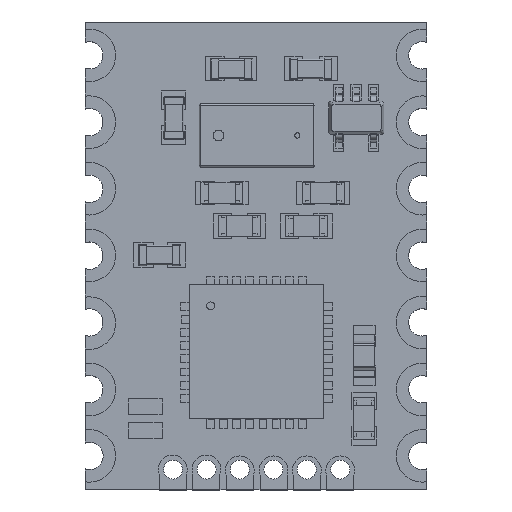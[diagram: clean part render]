
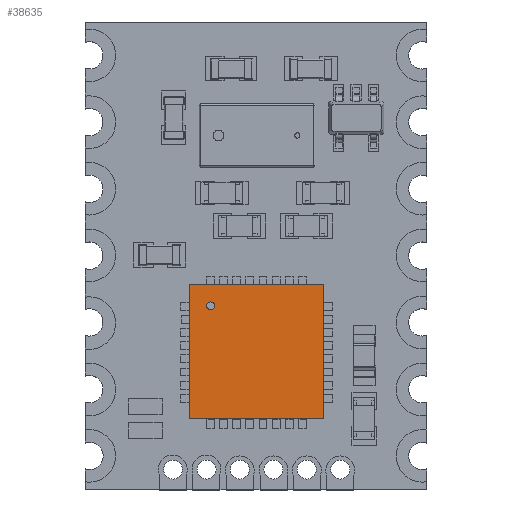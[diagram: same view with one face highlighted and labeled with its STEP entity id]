
A CAD part, top view. The second image highlights one B-rep face of the part: STEP entity #38635.
In plain terms, the highlighted planar face has unit normal (0, 0, 1).
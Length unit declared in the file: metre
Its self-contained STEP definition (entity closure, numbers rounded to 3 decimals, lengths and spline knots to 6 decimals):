
#238 = ORIENTED_EDGE ( 'NONE', *, *, #11575, .T. ) ;
#288 = EDGE_CURVE ( 'NONE', #21437, #2305, #4750, .T. ) ;
#549 = CARTESIAN_POINT ( 'NONE',  ( -0.00175, 0.00175, 0.00101 ) ) ;
#1745 = VERTEX_POINT ( 'NONE', #16434 ) ;
#2305 = VERTEX_POINT ( 'NONE', #24100 ) ;
#3147 = AXIS2_PLACEMENT_3D ( 'NONE', #12220, #34893, #15538 ) ;
#3616 = DIRECTION ( 'NONE',  ( 0., 1., 0. ) ) ;
#3872 = DIRECTION ( 'NONE',  ( 1., 0., 0. ) ) ;
#4750 = LINE ( 'NONE', #28595, #9827 ) ;
#5336 = CIRCLE ( 'NONE', #10382, 0.00015 ) ;
#7350 = CARTESIAN_POINT ( 'NONE',  ( -0.00255, -0.00255, 0.00101 ) ) ;
#7900 = CARTESIAN_POINT ( 'NONE',  ( 0., 0.00255, 0.00101 ) ) ;
#8070 = LINE ( 'NONE', #19012, #41672 ) ;
#9116 = CARTESIAN_POINT ( 'NONE',  ( 0., 0., 0.00101 ) ) ;
#9369 = EDGE_LOOP ( 'NONE', ( #34647, #35645, #238, #11997 ) ) ;
#9447 = CARTESIAN_POINT ( 'NONE',  ( 0.00255, 0.00255, 0.00101 ) ) ;
#9827 = VECTOR ( 'NONE', #28723, 1. ) ;
#10382 = AXIS2_PLACEMENT_3D ( 'NONE', #549, #23474, #3872 ) ;
#11212 = DIRECTION ( 'NONE',  ( -1., 0., 0. ) ) ;
#11575 = EDGE_CURVE ( 'NONE', #2305, #19222, #22651, .T. ) ;
#11688 = CIRCLE ( 'NONE', #3147, 0.00015 ) ;
#11997 = ORIENTED_EDGE ( 'NONE', *, *, #12957, .T. ) ;
#12220 = CARTESIAN_POINT ( 'NONE',  ( -0.00175, 0.00175, 0.00101 ) ) ;
#12457 = DIRECTION ( 'NONE',  ( 1., 0., 0. ) ) ;
#12957 = EDGE_CURVE ( 'NONE', #19222, #19886, #29949, .T. ) ;
#12983 = VECTOR ( 'NONE', #3616, 1. ) ;
#14639 = ORIENTED_EDGE ( 'NONE', *, *, #19392, .T. ) ;
#15538 = DIRECTION ( 'NONE',  ( 1., 0., 0. ) ) ;
#16189 = EDGE_LOOP ( 'NONE', ( #14639, #19854 ) ) ;
#16434 = CARTESIAN_POINT ( 'NONE',  ( -0.0019, 0.00175, 0.00101 ) ) ;
#17943 = EDGE_CURVE ( 'NONE', #1745, #41092, #11688, .T. ) ;
#19012 = CARTESIAN_POINT ( 'NONE',  ( -0.00255, 0., 0.00101 ) ) ;
#19222 = VERTEX_POINT ( 'NONE', #9447 ) ;
#19392 = EDGE_CURVE ( 'NONE', #41092, #1745, #5336, .T. ) ;
#19854 = ORIENTED_EDGE ( 'NONE', *, *, #17943, .T. ) ;
#19886 = VERTEX_POINT ( 'NONE', #20213 ) ;
#20213 = CARTESIAN_POINT ( 'NONE',  ( -0.00255, 0.00255, 0.00101 ) ) ;
#21437 = VERTEX_POINT ( 'NONE', #7350 ) ;
#22251 = DIRECTION ( 'NONE',  ( 0., -1., 0. ) ) ;
#22651 = LINE ( 'NONE', #32819, #12983 ) ;
#23474 = DIRECTION ( 'NONE',  ( 0., 0., -1. ) ) ;
#24100 = CARTESIAN_POINT ( 'NONE',  ( 0.00255, -0.00255, 0.00101 ) ) ;
#28595 = CARTESIAN_POINT ( 'NONE',  ( 0., -0.00255, 0.00101 ) ) ;
#28723 = DIRECTION ( 'NONE',  ( 1., 0., 0. ) ) ;
#28967 = CARTESIAN_POINT ( 'NONE',  ( -0.0016, 0.00175, 0.00101 ) ) ;
#29949 = LINE ( 'NONE', #7900, #37591 ) ;
#31860 = DIRECTION ( 'NONE',  ( 0., 0., 1. ) ) ;
#32819 = CARTESIAN_POINT ( 'NONE',  ( 0.00255, 0., 0.00101 ) ) ;
#34647 = ORIENTED_EDGE ( 'NONE', *, *, #36093, .T. ) ;
#34893 = DIRECTION ( 'NONE',  ( 0., 0., -1. ) ) ;
#35645 = ORIENTED_EDGE ( 'NONE', *, *, #288, .T. ) ;
#35888 = AXIS2_PLACEMENT_3D ( 'NONE', #9116, #31860, #12457 ) ;
#36093 = EDGE_CURVE ( 'NONE', #19886, #21437, #8070, .T. ) ;
#36941 = FACE_OUTER_BOUND ( 'NONE', #9369, .T. ) ;
#37591 = VECTOR ( 'NONE', #11212, 1. ) ;
#37730 = PLANE ( 'NONE',  #35888 ) ;
#37935 = FACE_BOUND ( 'NONE', #16189, .T. ) ;
#38635 = ADVANCED_FACE ( 'NONE', ( #37935, #36941 ), #37730, .T. ) ;
#41092 = VERTEX_POINT ( 'NONE', #28967 ) ;
#41672 = VECTOR ( 'NONE', #22251, 1. ) ;
